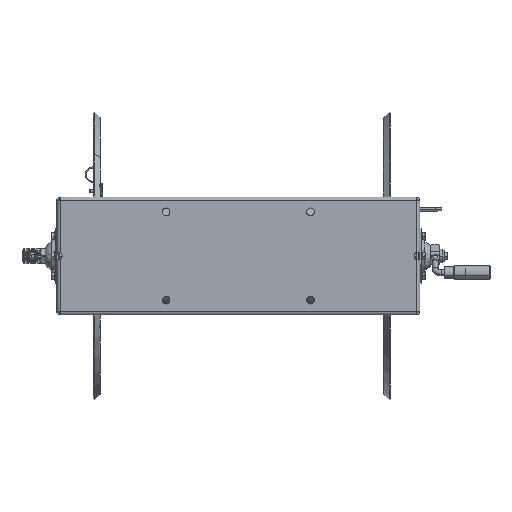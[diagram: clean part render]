
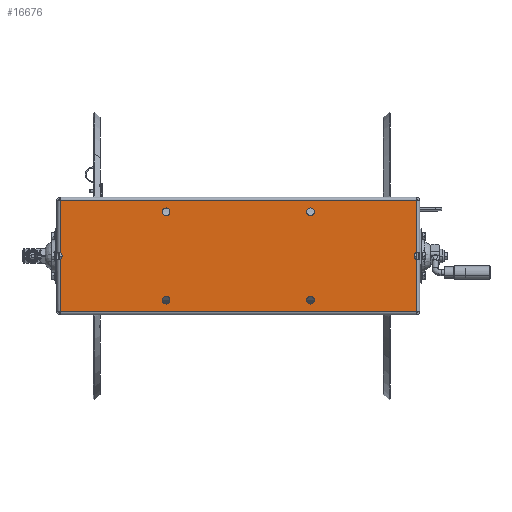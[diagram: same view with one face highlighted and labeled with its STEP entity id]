
A CAD part, front view. The second image highlights one B-rep face of the part: STEP entity #16676.
In plain terms, the highlighted planar face has unit normal (0, -1, 0).
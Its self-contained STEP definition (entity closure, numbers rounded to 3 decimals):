
#13345=DIRECTION('',(0.,0.,1.));
#13346=VECTOR('',#13345,88.388);
#13347=CARTESIAN_POINT('',(302.,0.,5.71));
#13348=LINE('',#13347,#13346);
#13377=DIRECTION('',(0.,0.,1.));
#13378=VECTOR('',#13377,88.388);
#13379=CARTESIAN_POINT('',(302.,0.,
-94.098));
#13380=LINE('',#13379,#13378);
#13430=CARTESIAN_POINT('',(305.106,0.,0.));
#13431=DIRECTION('',(0.,1.,0.));
#13432=DIRECTION('',(-0.478,0.,-0.878));
#13433=AXIS2_PLACEMENT_3D('',#13430,#13431,#13432);
#13438=CARTESIAN_POINT('',(-305.106,0.,0.));
#13439=DIRECTION('',(0.,1.,0.));
#13440=DIRECTION('',(0.478,0.,0.878));
#13441=AXIS2_PLACEMENT_3D('',#13438,#13439,#13440);
#13446=CARTESIAN_POINT('',(-122.5,0.,75.));
#13447=DIRECTION('',(0.,-1.,0.));
#13448=DIRECTION('',(-1.,0.,0.));
#13449=AXIS2_PLACEMENT_3D('',#13446,#13447,#13448);
#13454=CARTESIAN_POINT('',(-122.5,0.,75.));
#13455=DIRECTION('',(0.,-1.,0.));
#13456=DIRECTION('',(1.,0.,0.));
#13457=AXIS2_PLACEMENT_3D('',#13454,#13455,#13456);
#13462=CARTESIAN_POINT('',(122.5,0.,75.));
#13463=DIRECTION('',(0.,-1.,0.));
#13464=DIRECTION('',(-1.,0.,0.));
#13465=AXIS2_PLACEMENT_3D('',#13462,#13463,#13464);
#13470=CARTESIAN_POINT('',(122.5,0.,75.));
#13471=DIRECTION('',(0.,-1.,0.));
#13472=DIRECTION('',(1.,0.,0.));
#13473=AXIS2_PLACEMENT_3D('',#13470,#13471,#13472);
#13478=CARTESIAN_POINT('',(122.5,0.,-75.));
#13479=DIRECTION('',(0.,-1.,0.));
#13480=DIRECTION('',(-1.,0.,0.));
#13481=AXIS2_PLACEMENT_3D('',#13478,#13479,#13480);
#13486=CARTESIAN_POINT('',(122.5,0.,-75.));
#13487=DIRECTION('',(0.,-1.,0.));
#13488=DIRECTION('',(1.,0.,0.));
#13489=AXIS2_PLACEMENT_3D('',#13486,#13487,#13488);
#13494=CARTESIAN_POINT('',(-122.5,0.,-75.));
#13495=DIRECTION('',(0.,-1.,0.));
#13496=DIRECTION('',(-1.,0.,0.));
#13497=AXIS2_PLACEMENT_3D('',#13494,#13495,#13496);
#13502=CARTESIAN_POINT('',(-122.5,0.,-75.));
#13503=DIRECTION('',(0.,-1.,0.));
#13504=DIRECTION('',(1.,0.,0.));
#13505=AXIS2_PLACEMENT_3D('',#13502,#13503,#13504);
#13518=DIRECTION('',(-1.,0.,0.));
#13519=VECTOR('',#13518,604.);
#13520=CARTESIAN_POINT('',(302.,0.,
-94.098));
#13521=LINE('',#13520,#13519);
#14099=DIRECTION('',(-1.,0.,0.));
#14100=VECTOR('',#14099,604.);
#14101=CARTESIAN_POINT('',(302.,0.,
94.098));
#14102=LINE('',#14101,#14100);
#14366=DIRECTION('',(0.,0.,1.));
#14367=VECTOR('',#14366,88.388);
#14368=CARTESIAN_POINT('',(-302.,0.,5.71));
#14369=LINE('',#14368,#14367);
#14384=DIRECTION('',(0.,0.,1.));
#14385=VECTOR('',#14384,88.388);
#14386=CARTESIAN_POINT('',(-302.,0.,
-94.098));
#14387=LINE('',#14386,#14385);
#15656=CARTESIAN_POINT('',(-302.,0.,94.098));
#15658=VERTEX_POINT('',#15656);
#15661=CARTESIAN_POINT('',(-302.,0.,-94.098));
#15663=VERTEX_POINT('',#15661);
#15674=CARTESIAN_POINT('',(302.,0.,94.098));
#15675=VERTEX_POINT('',#15674);
#15681=CARTESIAN_POINT('',(302.,0.,-94.098));
#15683=VERTEX_POINT('',#15681);
#15738=CARTESIAN_POINT('',(302.,0.,-5.71));
#15739=CARTESIAN_POINT('',(302.,0.,5.71));
#15740=VERTEX_POINT('',#15738);
#15741=VERTEX_POINT('',#15739);
#15742=CARTESIAN_POINT('',(-302.,0.,5.71));
#15743=CARTESIAN_POINT('',(-302.,0.,-5.71));
#15744=VERTEX_POINT('',#15742);
#15745=VERTEX_POINT('',#15743);
#15770=CARTESIAN_POINT('',(-129.,0.,75.));
#15771=CARTESIAN_POINT('',(-116.,0.,75.));
#15772=VERTEX_POINT('',#15770);
#15773=VERTEX_POINT('',#15771);
#15774=CARTESIAN_POINT('',(116.,0.,75.));
#15775=CARTESIAN_POINT('',(129.,0.,75.));
#15776=VERTEX_POINT('',#15774);
#15777=VERTEX_POINT('',#15775);
#15778=CARTESIAN_POINT('',(116.,0.,-75.));
#15779=CARTESIAN_POINT('',(129.,0.,-75.));
#15780=VERTEX_POINT('',#15778);
#15781=VERTEX_POINT('',#15779);
#15782=CARTESIAN_POINT('',(-129.,0.,-75.));
#15783=CARTESIAN_POINT('',(-116.,0.,-75.));
#15784=VERTEX_POINT('',#15782);
#15785=VERTEX_POINT('',#15783);
#16632=CARTESIAN_POINT('',(308.,0.,-101.));
#16633=DIRECTION('',(0.,-1.,0.));
#16634=DIRECTION('',(0.,0.,1.));
#16635=AXIS2_PLACEMENT_3D('',#16632,#16633,#16634);
#16636=PLANE('',#16635);
#16637=ORIENTED_EDGE('',*,*,#16615,.F.);
#16638=ORIENTED_EDGE('',*,*,#16440,.F.);
#16640=ORIENTED_EDGE('',*,*,#16639,.T.);
#16642=ORIENTED_EDGE('',*,*,#16641,.T.);
#16644=ORIENTED_EDGE('',*,*,#16643,.F.);
#16646=ORIENTED_EDGE('',*,*,#16645,.T.);
#16648=ORIENTED_EDGE('',*,*,#16647,.F.);
#16649=ORIENTED_EDGE('',*,*,#16416,.F.);
#16650=EDGE_LOOP('',(#16637,#16638,#16640,#16642,#16644,#16646,#16648,#16649));
#16651=FACE_OUTER_BOUND('',#16650,.F.);
#16653=ORIENTED_EDGE('',*,*,#16652,.T.);
#16655=ORIENTED_EDGE('',*,*,#16654,.T.);
#16656=EDGE_LOOP('',(#16653,#16655));
#16657=FACE_BOUND('',#16656,.F.);
#16659=ORIENTED_EDGE('',*,*,#16658,.T.);
#16661=ORIENTED_EDGE('',*,*,#16660,.T.);
#16662=EDGE_LOOP('',(#16659,#16661));
#16663=FACE_BOUND('',#16662,.F.);
#16665=ORIENTED_EDGE('',*,*,#16664,.T.);
#16667=ORIENTED_EDGE('',*,*,#16666,.T.);
#16668=EDGE_LOOP('',(#16665,#16667));
#16669=FACE_BOUND('',#16668,.F.);
#16671=ORIENTED_EDGE('',*,*,#16670,.T.);
#16673=ORIENTED_EDGE('',*,*,#16672,.T.);
#16674=EDGE_LOOP('',(#16671,#16673));
#16675=FACE_BOUND('',#16674,.F.);
#16676=ADVANCED_FACE('',(#16651,#16657,#16663,#16669,#16675),#16636,.T.);
#13434=CIRCLE('',#13433,6.5);
#13442=CIRCLE('',#13441,6.5);
#13450=CIRCLE('',#13449,6.5);
#13458=CIRCLE('',#13457,6.5);
#13466=CIRCLE('',#13465,6.5);
#13474=CIRCLE('',#13473,6.5);
#13482=CIRCLE('',#13481,6.5);
#13490=CIRCLE('',#13489,6.5);
#13498=CIRCLE('',#13497,6.5);
#13506=CIRCLE('',#13505,6.5);
#16416=EDGE_CURVE('',#15741,#15675,#13348,.T.);
#16440=EDGE_CURVE('',#15683,#15740,#13380,.T.);
#16615=EDGE_CURVE('',#15740,#15741,#13434,.T.);
#16639=EDGE_CURVE('',#15683,#15663,#13521,.T.);
#16641=EDGE_CURVE('',#15663,#15745,#14387,.T.);
#16643=EDGE_CURVE('',#15744,#15745,#13442,.T.);
#16645=EDGE_CURVE('',#15744,#15658,#14369,.T.);
#16647=EDGE_CURVE('',#15675,#15658,#14102,.T.);
#16652=EDGE_CURVE('',#15772,#15773,#13450,.T.);
#16654=EDGE_CURVE('',#15773,#15772,#13458,.T.);
#16658=EDGE_CURVE('',#15776,#15777,#13466,.T.);
#16660=EDGE_CURVE('',#15777,#15776,#13474,.T.);
#16664=EDGE_CURVE('',#15780,#15781,#13482,.T.);
#16666=EDGE_CURVE('',#15781,#15780,#13490,.T.);
#16670=EDGE_CURVE('',#15784,#15785,#13498,.T.);
#16672=EDGE_CURVE('',#15785,#15784,#13506,.T.);
